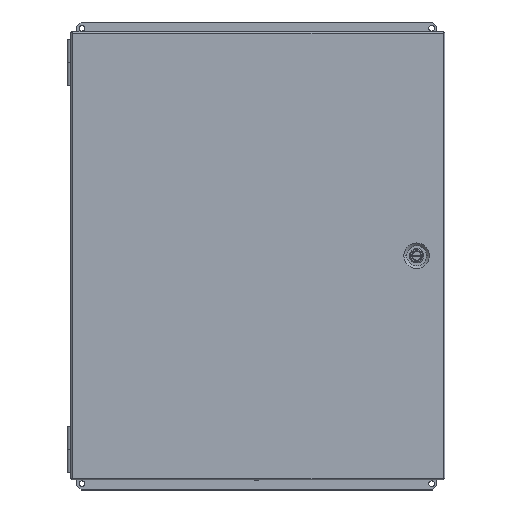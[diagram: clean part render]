
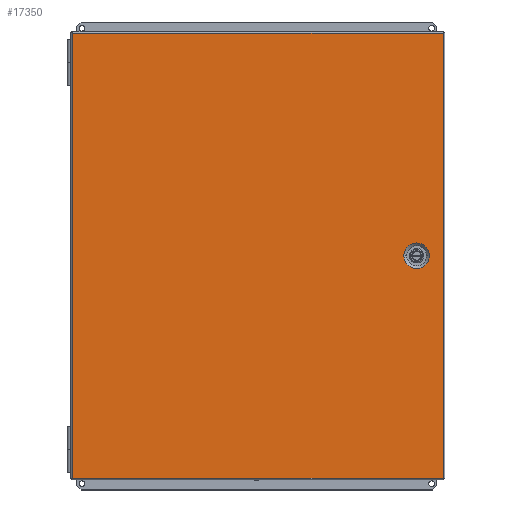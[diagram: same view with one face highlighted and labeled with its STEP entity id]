
A CAD part, top view. The second image highlights one B-rep face of the part: STEP entity #17350.
In plain terms, the highlighted planar face has unit normal (0, 0, 1).
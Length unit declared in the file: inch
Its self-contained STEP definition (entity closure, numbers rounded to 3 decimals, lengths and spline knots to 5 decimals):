
#196 = CARTESIAN_POINT ( 'NONE',  ( -10.0945, -12.0955, 7.621 ) ) ;
#315 = DIRECTION ( 'NONE',  ( 1., 0., 0. ) ) ;
#513 = VERTEX_POINT ( 'NONE', #7370 ) ;
#871 = EDGE_CURVE ( 'NONE', #22931, #28699, #18107, .T. ) ;
#1925 = CARTESIAN_POINT ( 'NONE',  ( 10.1335, -12.1815, 7.621 ) ) ;
#2008 = AXIS2_PLACEMENT_3D ( 'NONE', #8680, #3773, #8458 ) ;
#3047 = DIRECTION ( 'NONE',  ( 1., 0., 0. ) ) ;
#3345 = CIRCLE ( 'NONE', #12094, 0.69489 ) ;
#3412 = CARTESIAN_POINT ( 'NONE',  ( -10.0085, -12.0955, 7.621 ) ) ;
#3773 = DIRECTION ( 'NONE',  ( 0., 0., -1. ) ) ;
#4085 = LINE ( 'NONE', #196, #30575 ) ;
#5903 = EDGE_CURVE ( 'NONE', #17586, #513, #19257, .T. ) ;
#7020 = PLANE ( 'NONE',  #30885 ) ;
#7308 = DIRECTION ( 'NONE',  ( 1., 0., 0. ) ) ;
#7370 = CARTESIAN_POINT ( 'NONE',  ( 10.1335, 12.0955, 7.621 ) ) ;
#7932 = DIRECTION ( 'NONE',  ( 0., 0., -1. ) ) ;
#8122 = ORIENTED_EDGE ( 'NONE', *, *, #871, .T. ) ;
#8427 = VECTOR ( 'NONE', #11167, 39.37008 ) ;
#8458 = DIRECTION ( 'NONE',  ( 1., 0., 0. ) ) ;
#8680 = CARTESIAN_POINT ( 'NONE',  ( 8.6865, 0., 7.621 ) ) ;
#9616 = ORIENTED_EDGE ( 'NONE', *, *, #23894, .T. ) ;
#10934 = ORIENTED_EDGE ( 'NONE', *, *, #31287, .T. ) ;
#11167 = DIRECTION ( 'NONE',  ( -1., 0., 0. ) ) ;
#11268 = ORIENTED_EDGE ( 'NONE', *, *, #21809, .T. ) ;
#12094 = AXIS2_PLACEMENT_3D ( 'NONE', #15184, #7932, #3047 ) ;
#12318 = CARTESIAN_POINT ( 'NONE',  ( -10.0945, -12.1815, 7.621 ) ) ;
#13753 = CARTESIAN_POINT ( 'NONE',  ( -10.0085, -12.1815, 7.621 ) ) ;
#14895 = LINE ( 'NONE', #18811, #8427 ) ;
#15184 = CARTESIAN_POINT ( 'NONE',  ( 8.6865, 0., 7.621 ) ) ;
#16815 = CIRCLE ( 'NONE', #2008, 0.69489 ) ;
#16829 = EDGE_LOOP ( 'NONE', ( #11268, #9616 ) ) ;
#17154 = FACE_OUTER_BOUND ( 'NONE', #23623, .T. ) ;
#17350 = ADVANCED_FACE ( 'NONE', ( #17913, #17154 ), #7020, .T. ) ;
#17586 = VERTEX_POINT ( 'NONE', #20662 ) ;
#17913 = FACE_BOUND ( 'NONE', #16829, .T. ) ;
#18107 = LINE ( 'NONE', #13753, #29434 ) ;
#18317 = VERTEX_POINT ( 'NONE', #18721 ) ;
#18721 = CARTESIAN_POINT ( 'NONE',  ( 7.99161, 0., 7.621 ) ) ;
#18811 = CARTESIAN_POINT ( 'NONE',  ( -10.0945, 12.0955, 7.621 ) ) ;
#19257 = LINE ( 'NONE', #1925, #29829 ) ;
#20662 = CARTESIAN_POINT ( 'NONE',  ( 10.1335, -12.0955, 7.621 ) ) ;
#21809 = EDGE_CURVE ( 'NONE', #28232, #18317, #3345, .T. ) ;
#21820 = ORIENTED_EDGE ( 'NONE', *, *, #26168, .T. ) ;
#22038 = DIRECTION ( 'NONE',  ( 0., 0., 1. ) ) ;
#22095 = ORIENTED_EDGE ( 'NONE', *, *, #5903, .T. ) ;
#22931 = VERTEX_POINT ( 'NONE', #30901 ) ;
#23623 = EDGE_LOOP ( 'NONE', ( #21820, #8122, #10934, #22095 ) ) ;
#23894 = EDGE_CURVE ( 'NONE', #18317, #28232, #16815, .T. ) ;
#26168 = EDGE_CURVE ( 'NONE', #513, #22931, #14895, .T. ) ;
#28232 = VERTEX_POINT ( 'NONE', #30730 ) ;
#28492 = DIRECTION ( 'NONE',  ( 0., 1., 0. ) ) ;
#28699 = VERTEX_POINT ( 'NONE', #3412 ) ;
#29434 = VECTOR ( 'NONE', #30612, 39.37008 ) ;
#29829 = VECTOR ( 'NONE', #28492, 39.37008 ) ;
#30575 = VECTOR ( 'NONE', #7308, 39.37008 ) ;
#30612 = DIRECTION ( 'NONE',  ( 0., -1., 0. ) ) ;
#30730 = CARTESIAN_POINT ( 'NONE',  ( 9.38139, 0., 7.621 ) ) ;
#30885 = AXIS2_PLACEMENT_3D ( 'NONE', #12318, #22038, #315 ) ;
#30901 = CARTESIAN_POINT ( 'NONE',  ( -10.0085, 12.0955, 7.621 ) ) ;
#31287 = EDGE_CURVE ( 'NONE', #28699, #17586, #4085, .T. ) ;
